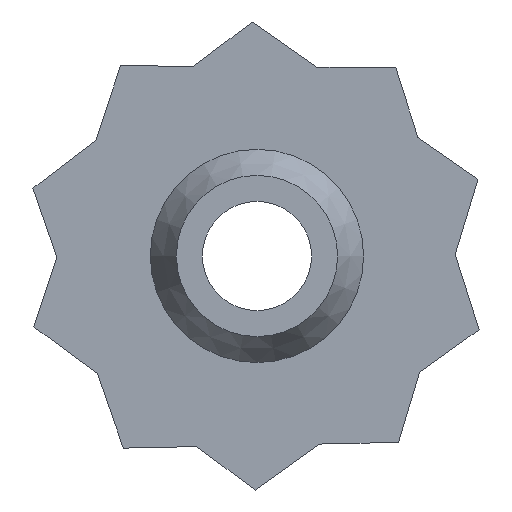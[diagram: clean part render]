
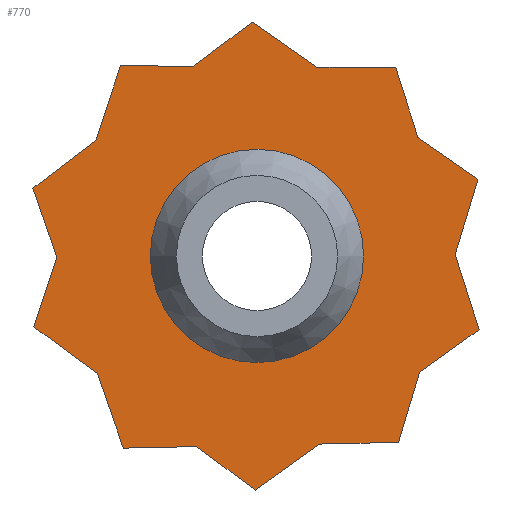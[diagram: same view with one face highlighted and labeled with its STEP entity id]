
A CAD part, front view. The second image highlights one B-rep face of the part: STEP entity #770.
In plain terms, the highlighted planar face has unit normal (0, -1, 0).
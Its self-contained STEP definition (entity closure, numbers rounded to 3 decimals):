
#20=FACE_BOUND('',#148,.T.);
#56=PLANE('',#822);
#101=FACE_OUTER_BOUND('',#147,.T.);
#147=EDGE_LOOP('',(#708,#709,#710,#711,#712,#713,#714,#715,#716,#717,#718,
#719,#720,#721,#722,#723,#724,#725,#726,#727));
#148=EDGE_LOOP('',(#728));
#204=LINE('',#1156,#299);
#207=LINE('',#1161,#302);
#209=LINE('',#1165,#304);
#211=LINE('',#1169,#306);
#213=LINE('',#1173,#308);
#215=LINE('',#1177,#310);
#217=LINE('',#1181,#312);
#219=LINE('',#1185,#314);
#221=LINE('',#1189,#316);
#223=LINE('',#1193,#318);
#225=LINE('',#1197,#320);
#227=LINE('',#1201,#322);
#229=LINE('',#1205,#324);
#231=LINE('',#1209,#326);
#233=LINE('',#1213,#328);
#235=LINE('',#1217,#330);
#237=LINE('',#1221,#332);
#239=LINE('',#1225,#334);
#241=LINE('',#1229,#336);
#243=LINE('',#1232,#338);
#299=VECTOR('',#938,10.);
#302=VECTOR('',#943,10.);
#304=VECTOR('',#947,10.);
#306=VECTOR('',#951,10.);
#308=VECTOR('',#955,10.);
#310=VECTOR('',#959,10.);
#312=VECTOR('',#963,10.);
#314=VECTOR('',#967,10.);
#316=VECTOR('',#971,10.);
#318=VECTOR('',#975,10.);
#320=VECTOR('',#979,10.);
#322=VECTOR('',#983,10.);
#324=VECTOR('',#987,10.);
#326=VECTOR('',#991,10.);
#328=VECTOR('',#995,10.);
#330=VECTOR('',#999,10.);
#332=VECTOR('',#1003,10.);
#334=VECTOR('',#1007,10.);
#336=VECTOR('',#1011,10.);
#338=VECTOR('',#1015,10.);
#341=CIRCLE('',#777,2.05);
#350=VERTEX_POINT('',#1028);
#397=VERTEX_POINT('',#1154);
#398=VERTEX_POINT('',#1155);
#399=VERTEX_POINT('',#1160);
#400=VERTEX_POINT('',#1164);
#401=VERTEX_POINT('',#1168);
#402=VERTEX_POINT('',#1172);
#403=VERTEX_POINT('',#1176);
#404=VERTEX_POINT('',#1180);
#405=VERTEX_POINT('',#1184);
#406=VERTEX_POINT('',#1188);
#407=VERTEX_POINT('',#1192);
#408=VERTEX_POINT('',#1196);
#409=VERTEX_POINT('',#1200);
#410=VERTEX_POINT('',#1204);
#411=VERTEX_POINT('',#1208);
#412=VERTEX_POINT('',#1212);
#413=VERTEX_POINT('',#1216);
#414=VERTEX_POINT('',#1220);
#415=VERTEX_POINT('',#1224);
#416=VERTEX_POINT('',#1228);
#421=EDGE_CURVE('',#350,#350,#341,.T.);
#481=EDGE_CURVE('',#397,#398,#204,.T.);
#484=EDGE_CURVE('',#399,#397,#207,.T.);
#486=EDGE_CURVE('',#400,#399,#209,.T.);
#488=EDGE_CURVE('',#401,#400,#211,.T.);
#490=EDGE_CURVE('',#402,#401,#213,.T.);
#492=EDGE_CURVE('',#403,#402,#215,.T.);
#494=EDGE_CURVE('',#404,#403,#217,.T.);
#496=EDGE_CURVE('',#405,#404,#219,.T.);
#498=EDGE_CURVE('',#406,#405,#221,.T.);
#500=EDGE_CURVE('',#407,#406,#223,.T.);
#502=EDGE_CURVE('',#408,#407,#225,.T.);
#504=EDGE_CURVE('',#409,#408,#227,.T.);
#506=EDGE_CURVE('',#410,#409,#229,.T.);
#508=EDGE_CURVE('',#411,#410,#231,.T.);
#510=EDGE_CURVE('',#412,#411,#233,.T.);
#512=EDGE_CURVE('',#413,#412,#235,.T.);
#514=EDGE_CURVE('',#414,#413,#237,.T.);
#516=EDGE_CURVE('',#415,#414,#239,.T.);
#518=EDGE_CURVE('',#416,#415,#241,.T.);
#520=EDGE_CURVE('',#398,#416,#243,.T.);
#708=ORIENTED_EDGE('',*,*,#520,.F.);
#709=ORIENTED_EDGE('',*,*,#481,.F.);
#710=ORIENTED_EDGE('',*,*,#484,.F.);
#711=ORIENTED_EDGE('',*,*,#486,.F.);
#712=ORIENTED_EDGE('',*,*,#488,.F.);
#713=ORIENTED_EDGE('',*,*,#490,.F.);
#714=ORIENTED_EDGE('',*,*,#492,.F.);
#715=ORIENTED_EDGE('',*,*,#494,.F.);
#716=ORIENTED_EDGE('',*,*,#496,.F.);
#717=ORIENTED_EDGE('',*,*,#498,.F.);
#718=ORIENTED_EDGE('',*,*,#500,.F.);
#719=ORIENTED_EDGE('',*,*,#502,.F.);
#720=ORIENTED_EDGE('',*,*,#504,.F.);
#721=ORIENTED_EDGE('',*,*,#506,.F.);
#722=ORIENTED_EDGE('',*,*,#508,.F.);
#723=ORIENTED_EDGE('',*,*,#510,.F.);
#724=ORIENTED_EDGE('',*,*,#512,.F.);
#725=ORIENTED_EDGE('',*,*,#514,.F.);
#726=ORIENTED_EDGE('',*,*,#516,.F.);
#727=ORIENTED_EDGE('',*,*,#518,.F.);
#728=ORIENTED_EDGE('',*,*,#421,.T.);
#770=ADVANCED_FACE('',(#101,#20),#56,.F.);
#777=AXIS2_PLACEMENT_3D('',#1030,#835,#836);
#822=AXIS2_PLACEMENT_3D('',#1234,#1018,#1019);
#835=DIRECTION('center_axis',(0.,1.,0.));
#836=DIRECTION('ref_axis',(1.,0.,0.));
#938=DIRECTION('',(0.315,0.,0.949));
#943=DIRECTION('',(0.797,0.,0.604));
#947=DIRECTION('',(-0.329,0.,0.944));
#951=DIRECTION('',(0.315,0.,0.949));
#955=DIRECTION('',(-0.805,0.,0.593));
#959=DIRECTION('',(-0.329,0.,0.944));
#963=DIRECTION('',(-1.,0.,-0.021));
#967=DIRECTION('',(-0.805,0.,0.593));
#971=DIRECTION('',(-0.813,0.,-0.583));
#975=DIRECTION('',(-1.,0.,-0.021));
#979=DIRECTION('',(-0.289,0.,-0.957));
#983=DIRECTION('',(-0.813,0.,-0.583));
#987=DIRECTION('',(0.303,0.,-0.953));
#991=DIRECTION('',(-0.289,0.,-0.957));
#995=DIRECTION('',(0.821,0.,-0.571));
#999=DIRECTION('',(0.303,0.,-0.953));
#1003=DIRECTION('',(1.,0.,-0.006));
#1007=DIRECTION('',(0.821,0.,-0.571));
#1011=DIRECTION('',(0.797,0.,0.604));
#1015=DIRECTION('',(1.,0.,-0.006));
#1018=DIRECTION('center_axis',(0.,1.,0.));
#1019=DIRECTION('ref_axis',(1.,0.,0.));
#1028=CARTESIAN_POINT('',(-2.05,0.,0.));
#1030=CARTESIAN_POINT('Origin',(0.,0.,0.));
#1154=CARTESIAN_POINT('',(-3.1,0.,2.218));
#1155=CARTESIAN_POINT('',(-2.622,0.,3.658));
#1156=CARTESIAN_POINT('',(-4.289,0.,-1.363));
#1160=CARTESIAN_POINT('',(-4.308,0.,1.302));
#1161=CARTESIAN_POINT('',(-4.308,0.,1.302));
#1164=CARTESIAN_POINT('',(-3.845,0.,-0.027));
#1165=CARTESIAN_POINT('',(-2.569,0.,-3.695));
#1168=CARTESIAN_POINT('',(-4.289,0.,-1.363));
#1169=CARTESIAN_POINT('',(-4.289,0.,-1.363));
#1172=CARTESIAN_POINT('',(-3.067,0.,-2.262));
#1173=CARTESIAN_POINT('',(-0.029,0.,-4.5));
#1176=CARTESIAN_POINT('',(-2.569,0.,-3.695));
#1177=CARTESIAN_POINT('',(-2.569,0.,-3.695));
#1180=CARTESIAN_POINT('',(-1.162,0.,-3.665));
#1181=CARTESIAN_POINT('',(2.72,0.,-3.585));
#1184=CARTESIAN_POINT('',(-0.029,0.,-4.5));
#1185=CARTESIAN_POINT('',(-0.029,0.,-4.5));
#1188=CARTESIAN_POINT('',(1.204,0.,-3.616));
#1189=CARTESIAN_POINT('',(4.271,0.,-1.418));
#1192=CARTESIAN_POINT('',(2.72,0.,-3.585));
#1193=CARTESIAN_POINT('',(2.72,0.,-3.585));
#1196=CARTESIAN_POINT('',(3.127,0.,-2.238));
#1197=CARTESIAN_POINT('',(4.25,0.,1.479));
#1200=CARTESIAN_POINT('',(4.271,0.,-1.418));
#1201=CARTESIAN_POINT('',(4.271,0.,-1.418));
#1204=CARTESIAN_POINT('',(3.811,0.,0.027));
#1205=CARTESIAN_POINT('',(2.669,0.,3.623));
#1208=CARTESIAN_POINT('',(4.25,0.,1.479));
#1209=CARTESIAN_POINT('',(4.25,0.,1.479));
#1212=CARTESIAN_POINT('',(3.095,0.,2.282));
#1213=CARTESIAN_POINT('',(-0.093,0.,4.499));
#1216=CARTESIAN_POINT('',(2.669,0.,3.623));
#1217=CARTESIAN_POINT('',(2.669,0.,3.623));
#1220=CARTESIAN_POINT('',(1.152,0.,3.633));
#1221=CARTESIAN_POINT('',(-2.622,0.,3.658));
#1224=CARTESIAN_POINT('',(-0.093,0.,4.499));
#1225=CARTESIAN_POINT('',(-0.093,0.,4.499));
#1228=CARTESIAN_POINT('',(-1.214,0.,3.649));
#1229=CARTESIAN_POINT('',(-4.308,0.,1.302));
#1232=CARTESIAN_POINT('',(-2.622,0.,3.658));
#1234=CARTESIAN_POINT('Origin',(-0.018,0.,0.));
